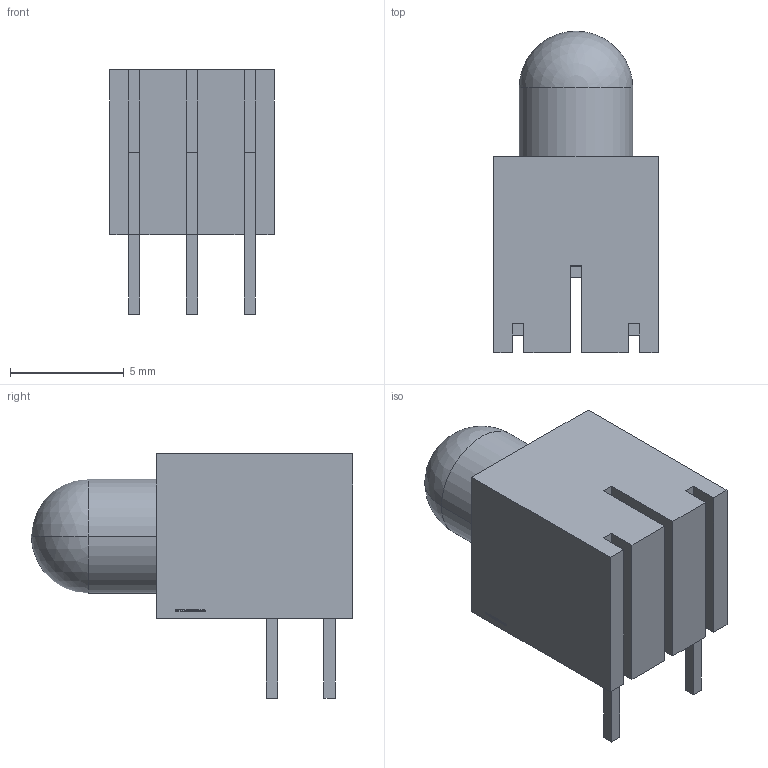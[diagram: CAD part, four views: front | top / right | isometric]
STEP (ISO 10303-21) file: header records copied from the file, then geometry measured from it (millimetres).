
FILE_DESCRIPTION(('FreeCAD Model'),'2;1');
FILE_NAME('59BL.step','2018-08-29T19:03:03',('kicad StepUp'),( 'ksu MCAD'),'Open CASCADE STEP processor 7.2','FreeCAD','Unknown');
FILE_SCHEMA(('AUTOMOTIVE_DESIGN { 1 0 10303 214 1 1 1 1 }'));
Length unit declared in the file: millimetre
Products named in the file (1): 59BL
Bounding box: 7.24 x 14.14 x 10.74 mm (x, y, z)
Volume: 523.6 mm3; surface area: 552.8 mm2
Topology: 3 solids, 3 shells, 330 faces, 2645 edges, 7639 vertices
Faces by surface type: plane 208, bspline 116, cylinder 4, sphere 2
Entity records: 40958 total; most frequent: CARTESIAN_POINT 23273, DIRECTION 2413, LINE 1911, VECTOR 1911, GEOMETRIC_CURVE_SET 1763, ORIENTED_EDGE 1762, TRIMMED_CURVE 1762, EDGE_CURVE 881
